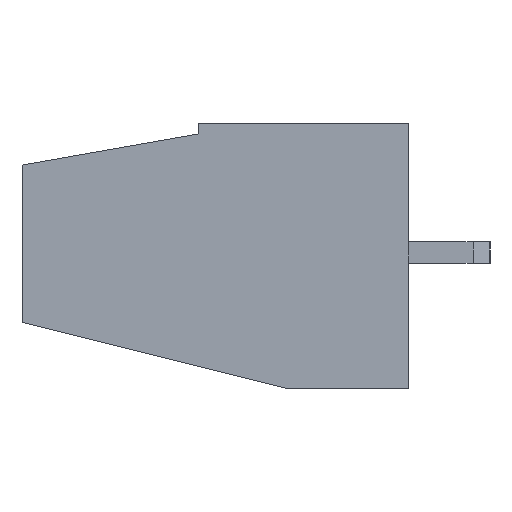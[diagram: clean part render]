
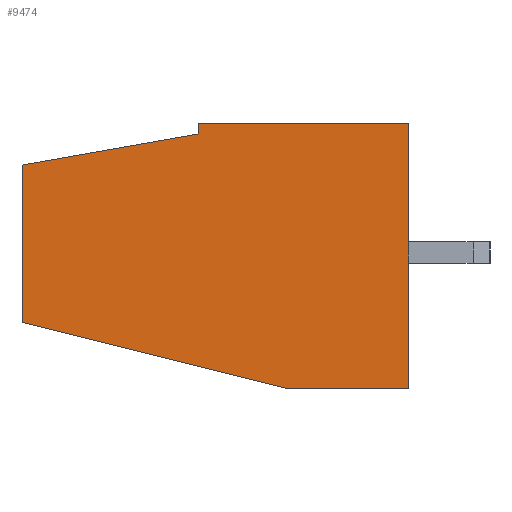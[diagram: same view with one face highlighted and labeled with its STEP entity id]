
A CAD part, left-side view. The second image highlights one B-rep face of the part: STEP entity #9474.
In plain terms, the highlighted planar face has unit normal (-1, 0, 0).
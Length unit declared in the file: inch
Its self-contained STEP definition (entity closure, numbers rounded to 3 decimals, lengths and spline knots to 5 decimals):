
#1=DIRECTION('',(0.,0.,1.));
#2=VECTOR('',#1,0.015);
#3=CARTESIAN_POINT('',(-0.9845,0.,0.16));
#4=LINE('',#3,#2);
#5=DIRECTION('',(0.,-1.,0.));
#6=VECTOR('',#5,0.31);
#7=CARTESIAN_POINT('',(-0.9845,0.,0.175));
#8=LINE('',#7,#6);
#9=DIRECTION('',(0.,0.,-1.));
#10=VECTOR('',#9,0.39);
#11=CARTESIAN_POINT('',(-0.9845,-0.31,0.175));
#12=LINE('',#11,#10);
#13=DIRECTION('',(0.,1.,0.));
#14=VECTOR('',#13,0.18);
#15=CARTESIAN_POINT('',(-0.9845,-0.31,-0.215));
#16=LINE('',#15,#14);
#17=DIRECTION('',(0.,0.97,0.242));
#18=VECTOR('',#17,0.40194);
#19=CARTESIAN_POINT('',(-0.9845,-0.13,-0.215));
#20=LINE('',#19,#18);
#21=DIRECTION('',(0.,0.,1.));
#22=VECTOR('',#21,0.23192);
#23=CARTESIAN_POINT('',(-0.9845,0.26,-0.11776));
#24=LINE('',#23,#22);
#25=DIRECTION('',(0.,-0.985,0.174));
#26=VECTOR('',#25,0.26401);
#27=CARTESIAN_POINT('',(-0.9845,0.26,0.11415));
#28=LINE('',#27,#26);
#7405=CARTESIAN_POINT('',(-0.9845,0.,0.16));
#7406=CARTESIAN_POINT('',(-0.9845,0.,0.175));
#7407=VERTEX_POINT('',#7405);
#7408=VERTEX_POINT('',#7406);
#7409=CARTESIAN_POINT('',(-0.9845,-0.31,0.175));
#7410=VERTEX_POINT('',#7409);
#7411=CARTESIAN_POINT('',(-0.9845,-0.31,-0.215));
#7412=VERTEX_POINT('',#7411);
#7413=CARTESIAN_POINT('',(-0.9845,-0.13,-0.215));
#7414=VERTEX_POINT('',#7413);
#7415=CARTESIAN_POINT('',(-0.9845,0.26,-0.11776));
#7416=VERTEX_POINT('',#7415);
#7417=CARTESIAN_POINT('',(-0.9845,0.26,0.11415));
#7418=VERTEX_POINT('',#7417);
#9453=CARTESIAN_POINT('',(-0.9845,0.,0.));
#9454=DIRECTION('',(1.,0.,0.));
#9455=DIRECTION('',(0.,0.,-1.));
#9456=AXIS2_PLACEMENT_3D('',#9453,#9454,#9455);
#9457=PLANE('',#9456);
#9459=ORIENTED_EDGE('',*,*,#9458,.T.);
#9461=ORIENTED_EDGE('',*,*,#9460,.T.);
#9463=ORIENTED_EDGE('',*,*,#9462,.T.);
#9465=ORIENTED_EDGE('',*,*,#9464,.T.);
#9467=ORIENTED_EDGE('',*,*,#9466,.T.);
#9469=ORIENTED_EDGE('',*,*,#9468,.T.);
#9471=ORIENTED_EDGE('',*,*,#9470,.T.);
#9472=EDGE_LOOP('',(#9459,#9461,#9463,#9465,#9467,#9469,#9471));
#9473=FACE_OUTER_BOUND('',#9472,.F.);
#9474=ADVANCED_FACE('',(#9473),#9457,.F.);
#9458=EDGE_CURVE('',#7407,#7408,#4,.T.);
#9460=EDGE_CURVE('',#7408,#7410,#8,.T.);
#9462=EDGE_CURVE('',#7410,#7412,#12,.T.);
#9464=EDGE_CURVE('',#7412,#7414,#16,.T.);
#9466=EDGE_CURVE('',#7414,#7416,#20,.T.);
#9468=EDGE_CURVE('',#7416,#7418,#24,.T.);
#9470=EDGE_CURVE('',#7418,#7407,#28,.T.);
